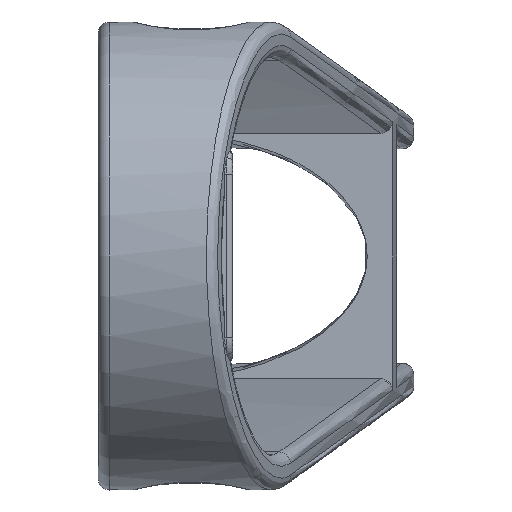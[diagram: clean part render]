
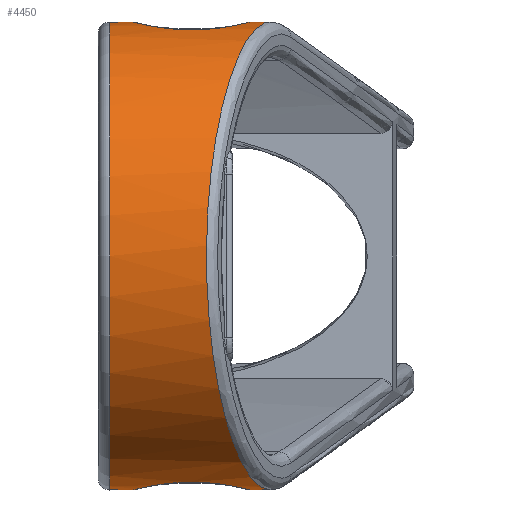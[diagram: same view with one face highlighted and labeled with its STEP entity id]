
A CAD part, left-side view. The second image highlights one B-rep face of the part: STEP entity #4450.
In plain terms, the highlighted cylindrical face has radius 20 mm (diameter 40 mm), a partial arc.
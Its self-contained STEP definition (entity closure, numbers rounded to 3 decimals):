
#76=B_SPLINE_CURVE_WITH_KNOTS('',3,(#7652,#7653,#7654,#7655,#7656,#7657,
#7658,#7659,#7660,#7661),.UNSPECIFIED.,.F.,.F.,(4,1,1,1,1,1,1,4),(-2.321,
-1.99,-1.658,-1.326,-0.995,
-0.663,-0.332,0.),.UNSPECIFIED.);
#95=B_SPLINE_CURVE_WITH_KNOTS('',3,(#8118,#8119,#8120,#8121,#8122,#8123,
#8124,#8125,#8126,#8127),.UNSPECIFIED.,.F.,.F.,(4,1,1,1,1,1,1,4),(-2.321,
-1.99,-1.658,-1.326,-0.995,
-0.663,-0.332,0.),
 .UNSPECIFIED.);
#127=B_SPLINE_CURVE_WITH_KNOTS('',3,(#8957,#8958,#8959,#8960,#8961,#8962,
#8963,#8964,#8965,#8966),.UNSPECIFIED.,.F.,.F.,(4,1,1,1,1,1,1,4),(-6.766,
-5.8,-4.833,-3.866,-2.9,
-1.933,-0.967,0.),.UNSPECIFIED.);
#447=FACE_OUTER_BOUND('',#721,.T.);
#721=EDGE_LOOP('',(#3451,#3452,#3453,#3454,#3455,#3456,#3457,#3458));
#920=LINE('',#7019,#1214);
#921=LINE('',#7028,#1215);
#935=LINE('',#7513,#1229);
#936=LINE('',#7522,#1230);
#1214=VECTOR('',#5251,10.);
#1215=VECTOR('',#5252,10.);
#1229=VECTOR('',#5304,10.);
#1230=VECTOR('',#5305,10.);
#1626=CIRCLE('',#4848,20.);
#1814=VERTEX_POINT('',#7011);
#1815=VERTEX_POINT('',#7018);
#1816=VERTEX_POINT('',#7020);
#1817=VERTEX_POINT('',#7027);
#1848=VERTEX_POINT('',#7510);
#1849=VERTEX_POINT('',#7512);
#1850=VERTEX_POINT('',#7514);
#1851=VERTEX_POINT('',#7521);
#2265=EDGE_CURVE('',#1815,#1814,#920,.T.);
#2267=EDGE_CURVE('',#1817,#1816,#921,.T.);
#2314=EDGE_CURVE('',#1848,#1849,#935,.T.);
#2316=EDGE_CURVE('',#1850,#1851,#936,.T.);
#2324=EDGE_CURVE('',#1816,#1815,#76,.T.);
#2360=EDGE_CURVE('',#1850,#1849,#95,.T.);
#2535=EDGE_CURVE('',#1814,#1851,#127,.T.);
#2536=EDGE_CURVE('',#1848,#1817,#1626,.T.);
#3451=ORIENTED_EDGE('',*,*,#2324,.T.);
#3452=ORIENTED_EDGE('',*,*,#2265,.T.);
#3453=ORIENTED_EDGE('',*,*,#2535,.T.);
#3454=ORIENTED_EDGE('',*,*,#2316,.F.);
#3455=ORIENTED_EDGE('',*,*,#2360,.T.);
#3456=ORIENTED_EDGE('',*,*,#2314,.F.);
#3457=ORIENTED_EDGE('',*,*,#2536,.T.);
#3458=ORIENTED_EDGE('',*,*,#2267,.T.);
#4268=CYLINDRICAL_SURFACE('',#4847,20.);
#4450=ADVANCED_FACE('',(#447),#4268,.T.);
#4847=AXIS2_PLACEMENT_3D('',#8956,#5682,#5683);
#4848=AXIS2_PLACEMENT_3D('',#8967,#5684,#5685);
#5251=DIRECTION('',(0.,-1.,0.));
#5252=DIRECTION('',(0.,-1.,0.));
#5304=DIRECTION('',(0.,-1.,0.));
#5305=DIRECTION('',(0.,-1.,0.));
#5682=DIRECTION('center_axis',(0.,1.,0.));
#5683=DIRECTION('ref_axis',(-1.,0.,0.));
#5684=DIRECTION('center_axis',(0.,-1.,0.));
#5685=DIRECTION('ref_axis',(-1.,0.,0.));
#7011=CARTESIAN_POINT('',(-86.538,-15.503,-19.698));
#7018=CARTESIAN_POINT('',(-86.538,-11.689,-19.698));
#7019=CARTESIAN_POINT('',(-86.538,0.,-19.698));
#7020=CARTESIAN_POINT('',(-86.538,-4.311,-19.698));
#7027=CARTESIAN_POINT('',(-86.538,-1.,-19.698));
#7028=CARTESIAN_POINT('',(-86.538,0.,-19.698));
#7510=CARTESIAN_POINT('',(-86.538,-1.,19.698));
#7512=CARTESIAN_POINT('',(-86.538,-4.311,19.698));
#7513=CARTESIAN_POINT('',(-86.538,0.,19.698));
#7514=CARTESIAN_POINT('',(-86.538,-11.689,19.698));
#7521=CARTESIAN_POINT('',(-86.538,-15.503,19.698));
#7522=CARTESIAN_POINT('',(-86.538,0.,19.698));
#7652=CARTESIAN_POINT('Ctrl Pts',(-86.538,-4.311,-19.698));
#7653=CARTESIAN_POINT('Ctrl Pts',(-87.368,-3.571,-19.844));
#7654=CARTESIAN_POINT('Ctrl Pts',(-89.556,-2.637,-20.104));
#7655=CARTESIAN_POINT('Ctrl Pts',(-93.032,-3.506,-19.851));
#7656=CARTESIAN_POINT('Ctrl Pts',(-95.213,-6.244,-19.315));
#7657=CARTESIAN_POINT('Ctrl Pts',(-95.22,-9.756,-19.31));
#7658=CARTESIAN_POINT('Ctrl Pts',(-93.029,-12.489,-19.847));
#7659=CARTESIAN_POINT('Ctrl Pts',(-89.562,-13.366,-20.107));
#7660=CARTESIAN_POINT('Ctrl Pts',(-87.368,-12.429,-19.844));
#7661=CARTESIAN_POINT('Ctrl Pts',(-86.538,-11.689,-19.698));
#8118=CARTESIAN_POINT('Ctrl Pts',(-86.538,-11.689,19.698));
#8119=CARTESIAN_POINT('Ctrl Pts',(-87.368,-12.429,19.844));
#8120=CARTESIAN_POINT('Ctrl Pts',(-89.556,-13.363,20.105));
#8121=CARTESIAN_POINT('Ctrl Pts',(-93.033,-12.494,19.852));
#8122=CARTESIAN_POINT('Ctrl Pts',(-95.214,-9.755,19.316));
#8123=CARTESIAN_POINT('Ctrl Pts',(-95.22,-6.244,19.311));
#8124=CARTESIAN_POINT('Ctrl Pts',(-93.033,-3.507,19.851));
#8125=CARTESIAN_POINT('Ctrl Pts',(-89.558,-2.638,20.103));
#8126=CARTESIAN_POINT('Ctrl Pts',(-87.368,-3.571,19.844));
#8127=CARTESIAN_POINT('Ctrl Pts',(-86.538,-4.311,19.698));
#8956=CARTESIAN_POINT('Origin',(-90.,0.,0.));
#8957=CARTESIAN_POINT('Ctrl Pts',(-86.538,-15.503,-19.698));
#8958=CARTESIAN_POINT('Ctrl Pts',(-89.785,-14.745,-20.269));
#8959=CARTESIAN_POINT('Ctrl Pts',(-96.519,-13.08,-19.772));
#8960=CARTESIAN_POINT('Ctrl Pts',(-105.122,-10.714,-14.349));
#8961=CARTESIAN_POINT('Ctrl Pts',(-110.206,-9.207,-5.275));
#8962=CARTESIAN_POINT('Ctrl Pts',(-110.211,-9.205,5.277));
#8963=CARTESIAN_POINT('Ctrl Pts',(-105.121,-10.714,14.347));
#8964=CARTESIAN_POINT('Ctrl Pts',(-96.52,-13.08,19.771));
#8965=CARTESIAN_POINT('Ctrl Pts',(-89.785,-14.745,20.269));
#8966=CARTESIAN_POINT('Ctrl Pts',(-86.538,-15.503,19.698));
#8967=CARTESIAN_POINT('Origin',(-90.,-1.,0.));
